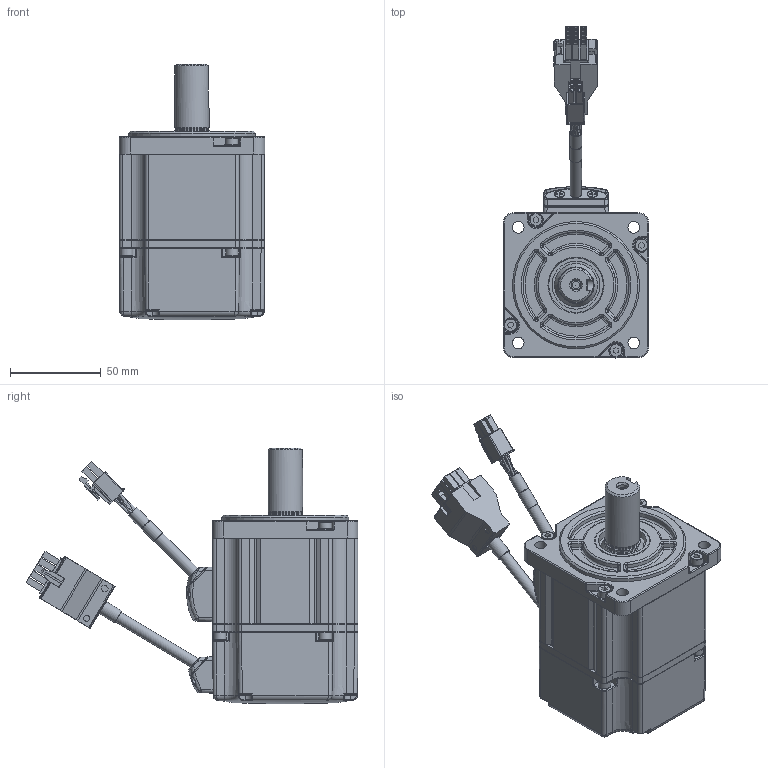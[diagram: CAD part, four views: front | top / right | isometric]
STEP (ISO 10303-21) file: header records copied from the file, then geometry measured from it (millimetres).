
FILE_DESCRIPTION(/* description */ (''),/* implementation_level */ '2;1');
FILE_NAME(/* name */ '4611170000231 SBL80A1-01.stp',/* time_stamp */ '2023-03-24T15:29:19-07:00',/* author */ ('DiegoMartinez'),/* organization */ (''),/* preprocessor_version */ 'ST-DEVELOPER v19.2',/* originating_system */ 'Autodesk Inventor 2023',/* authorisation */ '');
FILE_SCHEMA (('AUTOMOTIVE_DESIGN { 1 0 10303 214 3 1 1 }'));
Products named in the file (59): 4611170000231 SBL80A1-01; 4611170000231_SM0801AE2-KCD-NNV_QUILT_1; 4611170000231_SM0801AE2-KCD-NNV_QUILT_2; 4611170000231_SM0801AE2-KCD-NNV_QUILT_3; 4611170000231_SM0801AE2-KCD-NNV_QUILT_4; 4611170000231_SM0801AE2-KCD-NNV_QUILT_5; 4611170000231_SM0801AE2-KCD-NNV_QUILT_6; 4611170000231_SM0801AE2-KCD-NNV_QUILT_7; 4611170000231_SM0801AE2-KCD-NNV_QUILT_8; 4611170000231_SM0801AE2-KCD-NNV_QUILT_9; 4611170000231_SM0801AE2-KCD-NNV_QUILT_10; 4611170000231_SM0801AE2-KCD-NNV_QUILT_11; 4611170000231_SM0801AE2-KCD-NNV_QUILT_12; 4611170000231_SM0801AE2-KCD-NNV_QUILT_13; 4611170000231_SM0801AE2-KCD-NNV_QUILT_14; 4611170000231_SM0801AE2-KCD-NNV_QUILT_15; 4611170000231_SM0801AE2-KCD-NNV_QUILT_16; 4611170000231_SM0801AE2-KCD-NNV_QUILT_17; 4611170000231_SM0801AE2-KCD-NNV_QUILT_18; 4611170000231_SM0801AE2-KCD-NNV_QUILT_19; 4611170000231_SM0801AE2-KCD-NNV_QUILT_20; 4611170000231_SM0801AE2-KCD-NNV_QUILT_21; 4611170000231_SM0801AE2-KCD-NNV_QUILT_22; 4611170000231_SM0801AE2-KCD-NNV_QUILT_23; 4611170000231_SM0801AE2-KCD-NNV_QUILT_24; 4611170000231_SM0801AE2-KCD-NNV_QUILT_25; 4611170000231_SM0801AE2-KCD-NNV_QUILT_26; 4611170000231_SM0801AE2-KCD-NNV_QUILT_27; 4611170000231_SM0801AE2-KCD-NNV_QUILT_28; 4611170000231_SM0801AE2-KCD-NNV_QUILT_29; 4611170000231_SM0801AE2-KCD-NNV_QUILT_30; 4611170000231_SM0801AE2-KCD-NNV_QUILT_31; 4611170000231_SM0801AE2-KCD-NNV_QUILT_32; 4611170000231_SM0801AE2-KCD-NNV_QUILT_33; 4611170000231_SM0801AE2-KCD-NNV_QUILT_34; 4611170000231_SM0801AE2-KCD-NNV_QUILT_35; 4611170000231_SM0801AE2-KCD-NNV_QUILT_36; 4611170000231_SM0801AE2-KCD-NNV_QUILT_37; 4611170000231_SM0801AE2-KCD-NNV_QUILT_38; 4611170000231_SM0801AE2-KCD-NNV_QUILT_39 ...
Assembly tree (58 placements, depth 2):
  4611170000231 SBL80A1-01
    4611170000231_SM0801AE2-KCD-NNV_QUILT_1
    4611170000231_SM0801AE2-KCD-NNV_QUILT_2
    4611170000231_SM0801AE2-KCD-NNV_QUILT_3
    4611170000231_SM0801AE2-KCD-NNV_QUILT_4
    4611170000231_SM0801AE2-KCD-NNV_QUILT_5
    4611170000231_SM0801AE2-KCD-NNV_QUILT_6
    4611170000231_SM0801AE2-KCD-NNV_QUILT_7
    4611170000231_SM0801AE2-KCD-NNV_QUILT_8
    4611170000231_SM0801AE2-KCD-NNV_QUILT_9
    4611170000231_SM0801AE2-KCD-NNV_QUILT_10
    4611170000231_SM0801AE2-KCD-NNV_QUILT_11
    4611170000231_SM0801AE2-KCD-NNV_QUILT_12
    4611170000231_SM0801AE2-KCD-NNV_QUILT_13
    4611170000231_SM0801AE2-KCD-NNV_QUILT_14
    4611170000231_SM0801AE2-KCD-NNV_QUILT_15
    4611170000231_SM0801AE2-KCD-NNV_QUILT_16
    4611170000231_SM0801AE2-KCD-NNV_QUILT_17
    4611170000231_SM0801AE2-KCD-NNV_QUILT_18
    4611170000231_SM0801AE2-KCD-NNV_QUILT_19
    4611170000231_SM0801AE2-KCD-NNV_QUILT_20
    4611170000231_SM0801AE2-KCD-NNV_QUILT_21
    4611170000231_SM0801AE2-KCD-NNV_QUILT_22
    4611170000231_SM0801AE2-KCD-NNV_QUILT_23
    4611170000231_SM0801AE2-KCD-NNV_QUILT_24
    4611170000231_SM0801AE2-KCD-NNV_QUILT_25
    4611170000231_SM0801AE2-KCD-NNV_QUILT_26
    4611170000231_SM0801AE2-KCD-NNV_QUILT_27
    4611170000231_SM0801AE2-KCD-NNV_QUILT_28
    4611170000231_SM0801AE2-KCD-NNV_QUILT_29
    4611170000231_SM0801AE2-KCD-NNV_QUILT_30
    4611170000231_SM0801AE2-KCD-NNV_QUILT_31
    4611170000231_SM0801AE2-KCD-NNV_QUILT_32
    4611170000231_SM0801AE2-KCD-NNV_QUILT_33
    4611170000231_SM0801AE2-KCD-NNV_QUILT_34
    4611170000231_SM0801AE2-KCD-NNV_QUILT_35
    4611170000231_SM0801AE2-KCD-NNV_QUILT_36
    4611170000231_SM0801AE2-KCD-NNV_QUILT_37
    4611170000231_SM0801AE2-KCD-NNV_QUILT_38
    4611170000231_SM0801AE2-KCD-NNV_QUILT_39
    4611170000231_SM0801AE2-KCD-NNV_QUILT_40
    4611170000231_SM0801AE2-KCD-NNV_QUILT_41
    4611170000231_SM0801AE2-KCD-NNV_QUILT_42
    4611170000231_SM0801AE2-KCD-NNV_QUILT_43
    4611170000231_SM0801AE2-KCD-NNV_QUILT_44
    4611170000231_SM0801AE2-KCD-NNV_QUILT_45
    4611170000231_SM0801AE2-KCD-NNV_QUILT_46
    4611170000231_SM0801AE2-KCD-NNV_QUILT_47
    4611170000231_SM0801AE2-KCD-NNV_QUILT_48
    4611170000231_SM0801AE2-KCD-NNV_QUILT_49
    4611170000231_SM0801AE2-KCD-NNV_QUILT_50
    4611170000231_SM0801AE2-KCD-NNV_QUILT_51
    4611170000231_SM0801AE2-KCD-NNV_QUILT_52
    4611170000231_SM0801AE2-KCD-NNV_QUILT_53
    4611170000231_SM0801AE2-KCD-NNV_QUILT_54
    4611170000231_SM0801AE2-KCD-NNV_QUILT_55
    4611170000231_SM0801AE2-KCD-NNV_QUILT_56
    4611170000231_SM0801AE2-KCD-NNV_QUILT_57
    4611170000231_SM0801AE2-KCD-NNV_QUILT_58
Bounding box: 80 x 182.67 x 140.8 mm (x, y, z)
Surface area: 76672.7 mm2 (no closed solid volume)
Topology: 0 solids, 58 shells, 1100 faces, 3252 edges, 2171 vertices
Faces by surface type: plane 521, cylinder 292, bspline 124, cone 69, torus 66, sphere 28
Full cylindrical faces by diameter (mm): 2.6 x19, 3.2 x4, 3.316 x1, 3.5 x4, 4.2 x1, 5.3 x1, 6 x5, 6.318 x1, 6.45 x2, 6.5 x4, 6.8 x2, 7 x8, 7.5 x1, 7.6 x1, 8 x8, 18.6 x1, 19 x1, 19.75 x1, 20 x1, 26.4 x1, 30 x1, 70 x1
Entity records: 64314 total; most frequent: CARTESIAN_POINT 31991, DIRECTION 5945, ORIENTED_EDGE 5578, EDGE_CURVE 3227, VERTEX_POINT 2171, AXIS2_PLACEMENT_3D 1994, LINE 1957, VECTOR 1957
